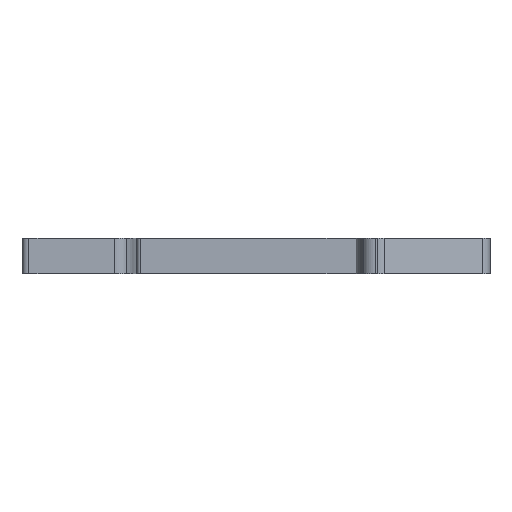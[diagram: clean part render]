
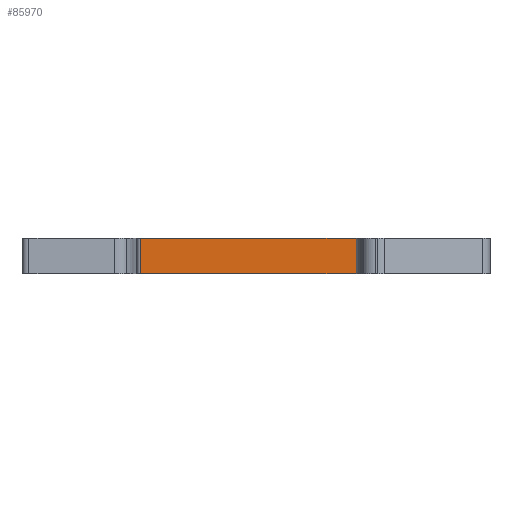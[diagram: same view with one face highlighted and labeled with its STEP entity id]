
A CAD part, front view. The second image highlights one B-rep face of the part: STEP entity #85970.
In plain terms, the highlighted planar face has unit normal (0, -1, 0).
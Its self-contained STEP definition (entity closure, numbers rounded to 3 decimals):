
#32410=CARTESIAN_POINT('',(184.869,2.497,48.52));
#32420=VERTEX_POINT('',#32410);
#32450=CARTESIAN_POINT('',(184.869,2.497,53.67));
#32460=DIRECTION('',(0.,0.,-1.));
#32470=VECTOR('',#32460,1.);
#32480=LINE('',#32450,#32470);
#32490=CARTESIAN_POINT('',(184.869,2.497,53.67));
#32500=VERTEX_POINT('',#32490);
#32510=EDGE_CURVE('',#32500,#32420,#32480,.T.);
#39030=CARTESIAN_POINT('',(152.42,2.497,53.67));
#39040=DIRECTION('',(0.,0.,-1.));
#39050=VECTOR('',#39040,1.);
#39060=LINE('',#39030,#39050);
#39070=CARTESIAN_POINT('',(152.42,2.497,53.67));
#39080=VERTEX_POINT('',#39070);
#39090=CARTESIAN_POINT('',(152.42,2.497,48.52));
#39100=VERTEX_POINT('',#39090);
#39110=EDGE_CURVE('',#39080,#39100,#39060,.T.);
#59820=CARTESIAN_POINT('',(14.196,2.497,48.52));
#59830=DIRECTION('',(-1.,0.,0.));
#59840=VECTOR('',#59830,1.);
#59850=LINE('',#59820,#59840);
#59860=EDGE_CURVE('',#32420,#39100,#59850,.T.);
#85810=CARTESIAN_POINT('',(152.42,2.497,53.67));
#85820=DIRECTION('',(0.,-1.,0.));
#85830=DIRECTION('',(-1.,0.,0.));
#85840=AXIS2_PLACEMENT_3D('',#85810,#85820,#85830);
#85850=PLANE('',#85840);
#85860=ORIENTED_EDGE('',*,*,#39110,.T.);
#85870=CARTESIAN_POINT('',(14.196,2.497,53.67));
#85880=DIRECTION('',(-1.,0.,0.));
#85890=VECTOR('',#85880,1.);
#85900=LINE('',#85870,#85890);
#85910=EDGE_CURVE('',#32500,#39080,#85900,.T.);
#85920=ORIENTED_EDGE('',*,*,#85910,.T.);
#85930=ORIENTED_EDGE('',*,*,#32510,.F.);
#85940=ORIENTED_EDGE('',*,*,#59860,.F.);
#85950=EDGE_LOOP('',(#85940,#85930,#85920,#85860));
#85960=FACE_OUTER_BOUND('',#85950,.T.);
#85970=ADVANCED_FACE('',(#85960),#85850,.T.);
